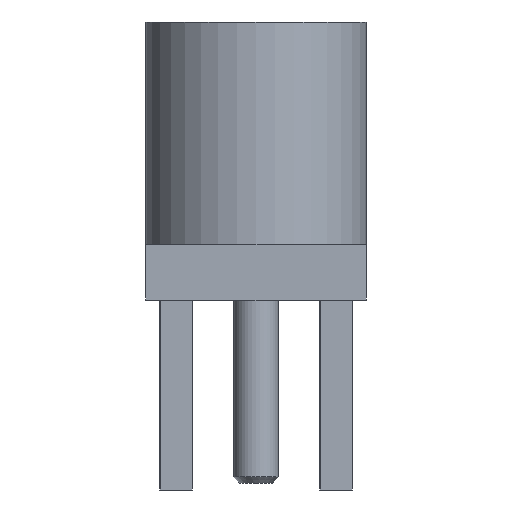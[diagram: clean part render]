
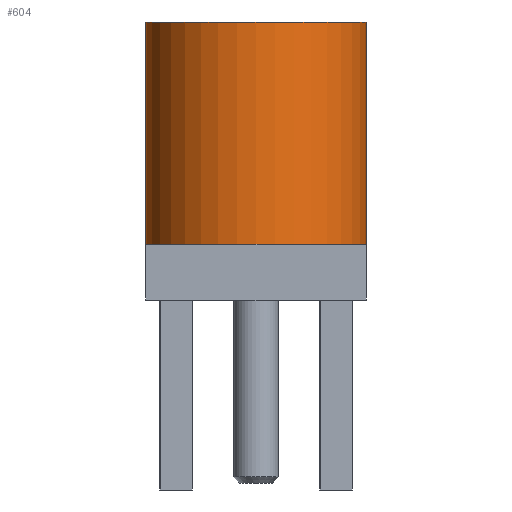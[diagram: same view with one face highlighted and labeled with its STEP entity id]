
A CAD part, front view. The second image highlights one B-rep face of the part: STEP entity #604.
In plain terms, the highlighted cylindrical face has radius 1.755 mm (diameter 3.51 mm), a full revolution.
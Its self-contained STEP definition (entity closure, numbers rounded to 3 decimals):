
#35=DIRECTION('',(1.,0.,0.));
#239=VERTEX_POINT('',#240);
#240=CARTESIAN_POINT('',(0.,1.755,0.89));
#262=VERTEX_POINT('',#263);
#263=CARTESIAN_POINT('',(-1.755,0.,0.89));
#277=VERTEX_POINT('',#278);
#278=CARTESIAN_POINT('',(1.755,0.,0.89));
#296=VERTEX_POINT('',#297);
#297=CARTESIAN_POINT('',(0.,-1.755,0.89));
#557=EDGE_CURVE('',#262,#239,#558,.T.);
#558=CIRCLE('',#559,1.755);
#559=AXIS2_PLACEMENT_3D('',#560,#561,#35);
#560=CARTESIAN_POINT('',(0.,0.,0.89));
#561=DIRECTION('',(0.,0.,-1.));
#569=EDGE_CURVE('',#239,#277,#558,.T.);
#574=EDGE_CURVE('',#296,#262,#558,.T.);
#579=EDGE_CURVE('',#277,#296,#558,.T.);
#604=ADVANCED_FACE('',(#605),#625,.T.);
#605=FACE_BOUND('',#606,.F.);
#606=EDGE_LOOP('',(#607,#614,#615,#616,#617,#618,#619));
#607=ORIENTED_EDGE('',*,*,#608,.F.);
#608=EDGE_CURVE('',#277,#609,#611,.T.);
#609=VERTEX_POINT('',#610);
#610=CARTESIAN_POINT('',(1.755,0.,4.42));
#611=LINE('',#278,#612);
#612=VECTOR('',#613,1.);
#613=DIRECTION('',(0.,0.,1.));
#614=ORIENTED_EDGE('',*,*,#579,.T.);
#615=ORIENTED_EDGE('',*,*,#574,.T.);
#616=ORIENTED_EDGE('',*,*,#557,.T.);
#617=ORIENTED_EDGE('',*,*,#569,.T.);
#618=ORIENTED_EDGE('',*,*,#608,.T.);
#619=ORIENTED_EDGE('',*,*,#620,.F.);
#620=EDGE_CURVE('',#609,#609,#621,.T.);
#621=CIRCLE('',#622,1.755);
#622=AXIS2_PLACEMENT_3D('',#623,#561,#624);
#623=CARTESIAN_POINT('',(0.,0.,4.42));
#624=DIRECTION('',(1.,0.,0.));
#625=CYLINDRICAL_SURFACE('',#626,1.755);
#626=AXIS2_PLACEMENT_3D('',#560,#613,#35);
